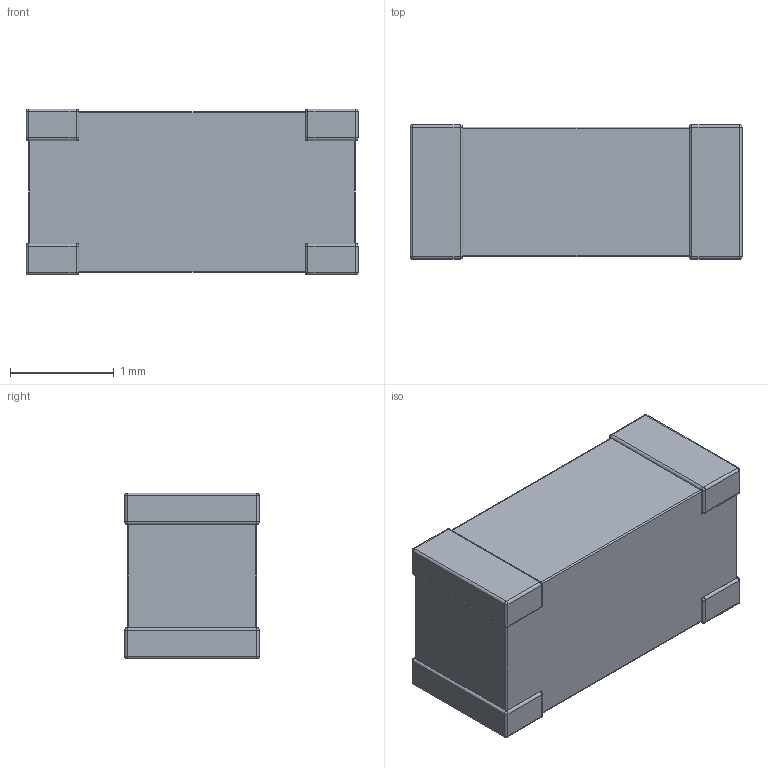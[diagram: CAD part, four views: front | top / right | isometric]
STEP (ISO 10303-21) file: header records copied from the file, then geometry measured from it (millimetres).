
FILE_DESCRIPTION (( 'STEP AP214' ), '1' );
FILE_NAME ('2450AT18D0100E.STEP', '2018-06-07T08:01:08', ( '' ), ( '' ), 'SwSTEP 2.0', 'SolidWorks 2017', '' );
FILE_SCHEMA (( 'AUTOMOTIVE_DESIGN' ));
Length unit declared in the file: inch
Products named in the file (1): 2450AT18D0100E
Bounding box: 3.2 x 1.3 x 1.6 mm (x, y, z)
Volume: 6.2 mm3; surface area: 32.3 mm2
Topology: 6 solids, 6 shells, 137 faces, 308 edges, 152 vertices
Faces by surface type: cylinder 56, plane 49, sphere 32
Entity records: 3569 total; most frequent: DIRECTION 664, CARTESIAN_POINT 566, ORIENTED_EDGE 552, EDGE_CURVE 276, AXIS2_PLACEMENT_3D 250, LINE 164, VECTOR 164, VERTEX_POINT 152
